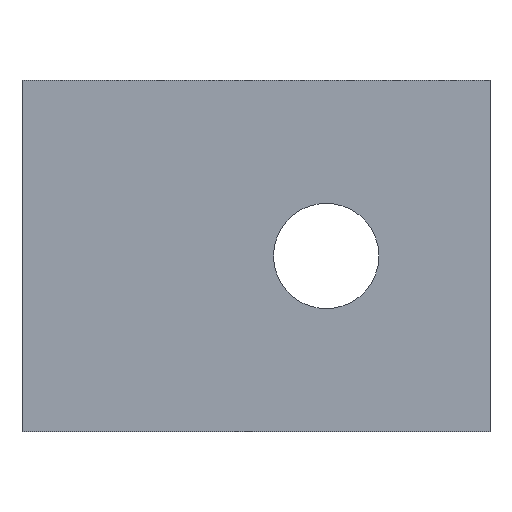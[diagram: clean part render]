
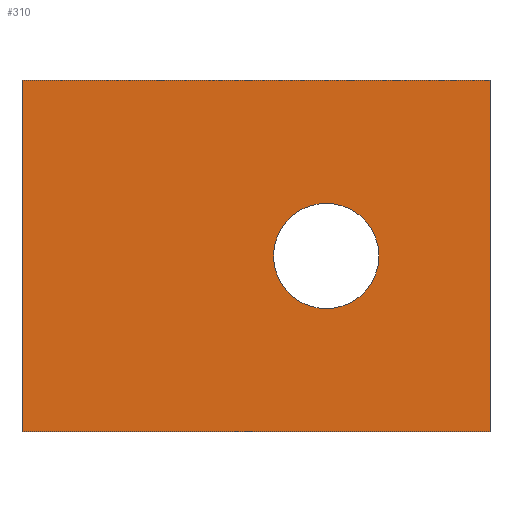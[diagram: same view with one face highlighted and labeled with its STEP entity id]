
A CAD part, front view. The second image highlights one B-rep face of the part: STEP entity #310.
In plain terms, the highlighted planar face has unit normal (0, -1, 0).
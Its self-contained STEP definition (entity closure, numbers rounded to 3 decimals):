
#18=FACE_BOUND('',#69,.T.);
#31=PLANE('',#335);
#48=FACE_OUTER_BOUND('',#68,.T.);
#68=EDGE_LOOP('',(#275,#276,#277,#278));
#69=EDGE_LOOP('',(#279));
#99=LINE('',#488,#133);
#103=LINE('',#496,#137);
#104=LINE('',#499,#138);
#105=LINE('',#500,#139);
#133=VECTOR('',#402,20.);
#137=VECTOR('',#410,15.);
#138=VECTOR('',#413,20.);
#139=VECTOR('',#414,15.);
#145=CIRCLE('',#324,2.25);
#155=VERTEX_POINT('',#446);
#167=VERTEX_POINT('',#482);
#169=VERTEX_POINT('',#486);
#171=VERTEX_POINT('',#494);
#172=VERTEX_POINT('',#498);
#185=EDGE_CURVE('',#155,#155,#145,.T.);
#205=EDGE_CURVE('',#169,#167,#99,.T.);
#209=EDGE_CURVE('',#171,#169,#103,.T.);
#210=EDGE_CURVE('',#172,#171,#104,.T.);
#211=EDGE_CURVE('',#167,#172,#105,.T.);
#275=ORIENTED_EDGE('',*,*,#209,.F.);
#276=ORIENTED_EDGE('',*,*,#210,.F.);
#277=ORIENTED_EDGE('',*,*,#211,.F.);
#278=ORIENTED_EDGE('',*,*,#205,.F.);
#279=ORIENTED_EDGE('',*,*,#185,.T.);
#310=ADVANCED_FACE('',(#48,#18),#31,.T.);
#324=AXIS2_PLACEMENT_3D('',#447,#366,#367);
#335=AXIS2_PLACEMENT_3D('',#497,#411,#412);
#366=DIRECTION('center_axis',(0.,1.,0.));
#367=DIRECTION('ref_axis',(-1.,0.,0.));
#402=DIRECTION('',(-1.,0.,0.));
#410=DIRECTION('',(0.,0.,-1.));
#411=DIRECTION('center_axis',(0.,-1.,0.));
#412=DIRECTION('ref_axis',(1.,0.,0.));
#413=DIRECTION('',(1.,0.,0.));
#414=DIRECTION('',(0.,0.,1.));
#446=CARTESIAN_POINT('',(15.25,0.,0.));
#447=CARTESIAN_POINT('Origin',(13.,0.,0.));
#482=CARTESIAN_POINT('',(0.,0.,-7.5));
#486=CARTESIAN_POINT('',(20.,0.,-7.5));
#488=CARTESIAN_POINT('',(20.,0.,-7.5));
#494=CARTESIAN_POINT('',(20.,0.,7.5));
#496=CARTESIAN_POINT('',(20.,0.,0.));
#497=CARTESIAN_POINT('Origin',(0.,0.,0.));
#498=CARTESIAN_POINT('',(0.,0.,7.5));
#499=CARTESIAN_POINT('',(20.,0.,7.5));
#500=CARTESIAN_POINT('',(0.,0.,0.));
